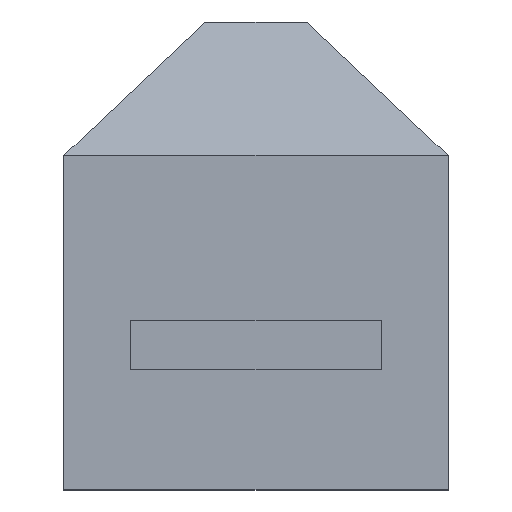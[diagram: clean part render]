
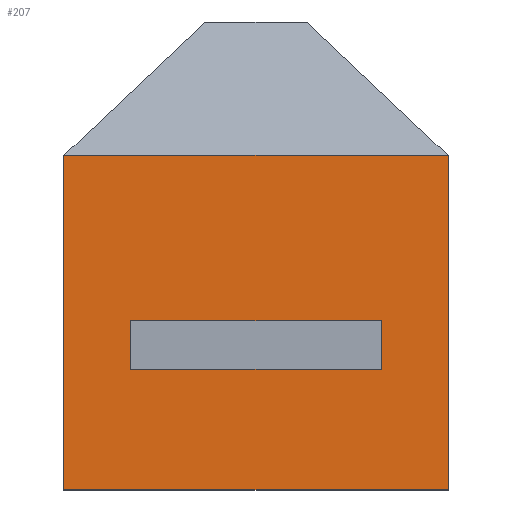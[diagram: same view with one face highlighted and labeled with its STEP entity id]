
A CAD part, top view. The second image highlights one B-rep face of the part: STEP entity #207.
In plain terms, the highlighted planar face has unit normal (0, 0, 1).
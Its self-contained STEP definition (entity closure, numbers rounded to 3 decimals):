
#14 = EDGE_CURVE ( 'NONE', #75, #785, #984, .T. ) ;
#32 = CARTESIAN_POINT ( 'NONE',  ( 5.75, 0., 4. ) ) ;
#33 = LINE ( 'NONE', #801, #505 ) ;
#51 = DIRECTION ( 'NONE',  ( 0., -1., 0. ) ) ;
#75 = VERTEX_POINT ( 'NONE', #822 ) ;
#109 = VECTOR ( 'NONE', #234, 1000. ) ;
#127 = DIRECTION ( 'NONE',  ( 1., 0., 0. ) ) ;
#140 = DIRECTION ( 'NONE',  ( 0., -1., 0. ) ) ;
#152 = ORIENTED_EDGE ( 'NONE', *, *, #521, .F. ) ;
#171 = LINE ( 'NONE', #342, #109 ) ;
#198 = DIRECTION ( 'NONE',  ( 0., 1., 0. ) ) ;
#199 = LINE ( 'NONE', #612, #1137 ) ;
#207 = ADVANCED_FACE ( 'NONE', ( #881, #929 ), #404, .F. ) ;
#234 = DIRECTION ( 'NONE',  ( 1., 0., 0. ) ) ;
#240 = VECTOR ( 'NONE', #894, 1000. ) ;
#272 = LINE ( 'NONE', #1103, #879 ) ;
#282 = VERTEX_POINT ( 'NONE', #831 ) ;
#295 = CARTESIAN_POINT ( 'NONE',  ( -5.75, 0., 4. ) ) ;
#330 = CARTESIAN_POINT ( 'NONE',  ( -3.75, 5.05, 4. ) ) ;
#342 = CARTESIAN_POINT ( 'NONE',  ( 0., 10., 4. ) ) ;
#387 = EDGE_CURVE ( 'NONE', #721, #575, #33, .T. ) ;
#404 = PLANE ( 'NONE',  #871 ) ;
#443 = EDGE_LOOP ( 'NONE', ( #542, #1042, #152, #889 ) ) ;
#447 = EDGE_CURVE ( 'NONE', #494, #785, #199, .T. ) ;
#459 = EDGE_LOOP ( 'NONE', ( #782, #1049, #1099, #962 ) ) ;
#484 = VECTOR ( 'NONE', #198, 1000. ) ;
#494 = VERTEX_POINT ( 'NONE', #582 ) ;
#505 = VECTOR ( 'NONE', #127, 1000. ) ;
#521 = EDGE_CURVE ( 'NONE', #282, #721, #874, .T. ) ;
#542 = ORIENTED_EDGE ( 'NONE', *, *, #640, .F. ) ;
#575 = VERTEX_POINT ( 'NONE', #1070 ) ;
#580 = CARTESIAN_POINT ( 'NONE',  ( -5.75, 10., 4. ) ) ;
#582 = CARTESIAN_POINT ( 'NONE',  ( 5.75, 10., 4. ) ) ;
#612 = CARTESIAN_POINT ( 'NONE',  ( 5.75, 10., 4. ) ) ;
#640 = EDGE_CURVE ( 'NONE', #575, #702, #677, .T. ) ;
#644 = CARTESIAN_POINT ( 'NONE',  ( 3.75, 3.6, 4. ) ) ;
#670 = DIRECTION ( 'NONE',  ( 0., 0., -1. ) ) ;
#677 = LINE ( 'NONE', #644, #484 ) ;
#702 = VERTEX_POINT ( 'NONE', #989 ) ;
#721 = VERTEX_POINT ( 'NONE', #999 ) ;
#723 = VERTEX_POINT ( 'NONE', #580 ) ;
#740 = LINE ( 'NONE', #330, #1123 ) ;
#782 = ORIENTED_EDGE ( 'NONE', *, *, #14, .T. ) ;
#785 = VERTEX_POINT ( 'NONE', #32 ) ;
#801 = CARTESIAN_POINT ( 'NONE',  ( -3.75, 3.6, 4. ) ) ;
#822 = CARTESIAN_POINT ( 'NONE',  ( -5.75, 0., 4. ) ) ;
#831 = CARTESIAN_POINT ( 'NONE',  ( -3.75, 5.05, 4. ) ) ;
#863 = EDGE_CURVE ( 'NONE', #723, #75, #272, .T. ) ;
#871 = AXIS2_PLACEMENT_3D ( 'NONE', #1004, #670, #1098 ) ;
#874 = LINE ( 'NONE', #1005, #1110 ) ;
#877 = EDGE_CURVE ( 'NONE', #723, #494, #171, .T. ) ;
#879 = VECTOR ( 'NONE', #51, 1000. ) ;
#881 = FACE_OUTER_BOUND ( 'NONE', #459, .T. ) ;
#889 = ORIENTED_EDGE ( 'NONE', *, *, #905, .F. ) ;
#894 = DIRECTION ( 'NONE',  ( 1., 0., 0. ) ) ;
#905 = EDGE_CURVE ( 'NONE', #702, #282, #740, .T. ) ;
#929 = FACE_BOUND ( 'NONE', #443, .T. ) ;
#930 = DIRECTION ( 'NONE',  ( -1., 0., 0. ) ) ;
#962 = ORIENTED_EDGE ( 'NONE', *, *, #863, .T. ) ;
#984 = LINE ( 'NONE', #295, #240 ) ;
#989 = CARTESIAN_POINT ( 'NONE',  ( 3.75, 5.05, 4. ) ) ;
#999 = CARTESIAN_POINT ( 'NONE',  ( -3.75, 3.6, 4. ) ) ;
#1004 = CARTESIAN_POINT ( 'NONE',  ( -5.75, 10., 4. ) ) ;
#1005 = CARTESIAN_POINT ( 'NONE',  ( -3.75, 3.6, 4. ) ) ;
#1042 = ORIENTED_EDGE ( 'NONE', *, *, #387, .F. ) ;
#1049 = ORIENTED_EDGE ( 'NONE', *, *, #447, .F. ) ;
#1070 = CARTESIAN_POINT ( 'NONE',  ( 3.75, 3.6, 4. ) ) ;
#1098 = DIRECTION ( 'NONE',  ( -1., 0., 0. ) ) ;
#1099 = ORIENTED_EDGE ( 'NONE', *, *, #877, .F. ) ;
#1100 = DIRECTION ( 'NONE',  ( 0., -1., 0. ) ) ;
#1103 = CARTESIAN_POINT ( 'NONE',  ( -5.75, 10., 4. ) ) ;
#1110 = VECTOR ( 'NONE', #1100, 1000. ) ;
#1123 = VECTOR ( 'NONE', #930, 1000. ) ;
#1137 = VECTOR ( 'NONE', #140, 1000. ) ;
